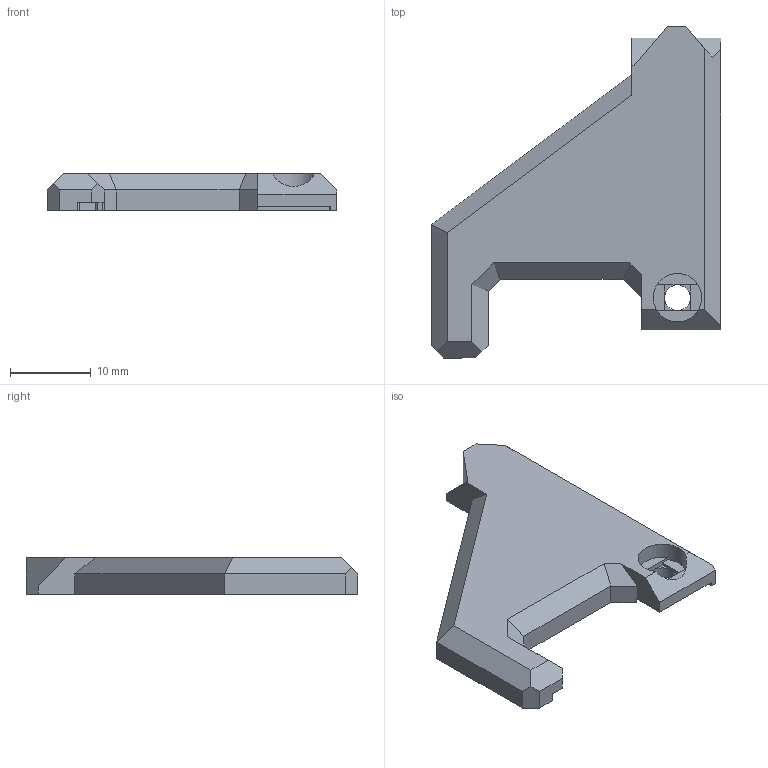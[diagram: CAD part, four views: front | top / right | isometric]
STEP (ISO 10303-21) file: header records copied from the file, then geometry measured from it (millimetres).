
FILE_DESCRIPTION(/* description */ (''),/* implementation_level */ '2;1');
FILE_NAME(/* name */ 'lb-cover-right-R2.stp',/* time_stamp */ '2023-07-10T12:57:26+02:00',/* author */ ('Eliáš Knor'),/* organization */ (''),/* preprocessor_version */ 'ST-DEVELOPER v19',/* originating_system */ 'Autodesk Inventor 2023',/* authorisation */ '');
FILE_SCHEMA (('AUTOMOTIVE_DESIGN { 1 0 10303 214 3 1 1 }'));
Length unit declared in the file: millimetre
Products named in the file (1): lb-cover-right-E3
Bounding box: 35.75 x 41.04 x 4.5 mm (x, y, z)
Volume: 1828.1 mm3; surface area: 2551 mm2
Topology: 1 solids, 1 shells, 115 faces, 315 edges, 204 vertices
Faces by surface type: plane 93, bspline 16, cylinder 6
Full cylindrical faces by diameter (mm): 3.2 x1, 6 x1
Entity records: 3772 total; most frequent: CARTESIAN_POINT 843, ORIENTED_EDGE 630, DIRECTION 504, EDGE_CURVE 315, LINE 262, VECTOR 262, VERTEX_POINT 204, AXIS2_PLACEMENT_3D 121
